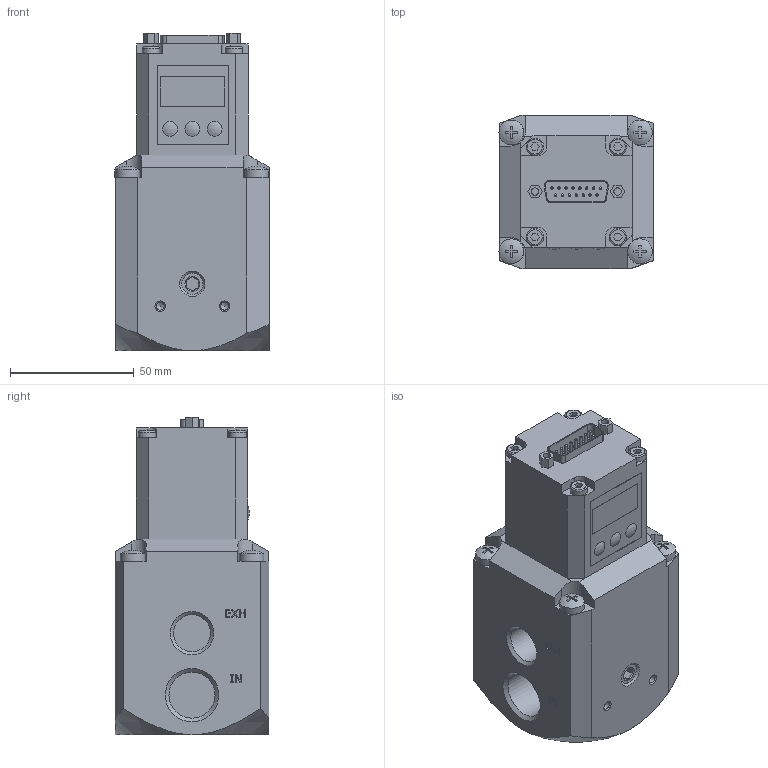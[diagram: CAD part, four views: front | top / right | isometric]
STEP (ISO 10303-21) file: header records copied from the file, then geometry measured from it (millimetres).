
FILE_DESCRIPTION(( 'ER.12.stp' ), '1');
FILE_NAME( 'ER.12.stp', '2021-03-17T14:30:36',( 'Sopra'),('sopra-pneumatic.com'), 'SwSTEP 2.0','SolidWorks 2009','' );
FILE_SCHEMA( ( 'CONFIG_CONTROL_DESIGN' ) );
Length unit declared in the file: millimetre
Products named in the file (6): ER.12; 173E2N_#_D_###_#; 173E2N_#_D_###_#-1; 173E2N_#_D_###_#-2; 173E2N_#_D_###_#-3; RS-1701-054
Assembly tree (6 placements, depth 2):
  ER.12
    173E2N_#_D_###_#
    173E2N_#_D_###_#-1
    173E2N_#_D_###_#-2
    173E2N_#_D_###_#-3
    RS-1701-054  x2
Bounding box: 62.26 x 62 x 128.2 mm (x, y, z)
Volume: 365452 mm3; surface area: 39293.2 mm2
Topology: 6 solids, 6 shells, 418 faces, 1080 edges, 710 vertices
Faces by surface type: plane 281, cylinder 52, bspline 40, sphere 22, cone 19, torus 4
Full cylindrical faces by diameter (mm): 1 x15, 3 x2, 3.242 x2, 5.3 x2, 6.5 x2, 7 x4, 8.5 x2, 8.566 x1, 10 x6
Entity records: 11795 total; most frequent: CARTESIAN_POINT 2544, ORIENTED_EDGE 1812, DIRECTION 1760, EDGE_CURVE 906, VERTEX_POINT 649, LINE 646, VECTOR 646, AXIS2_PLACEMENT_3D 557
